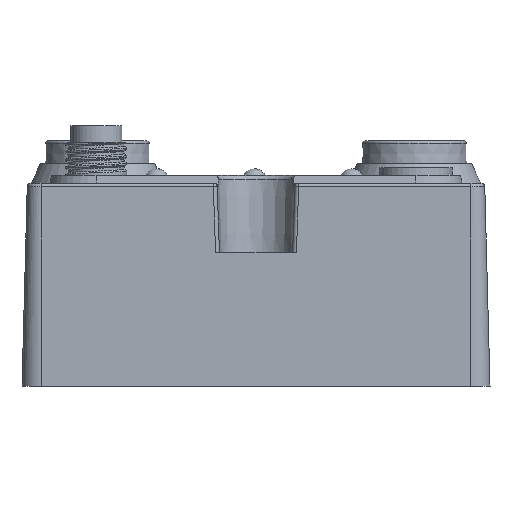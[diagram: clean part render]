
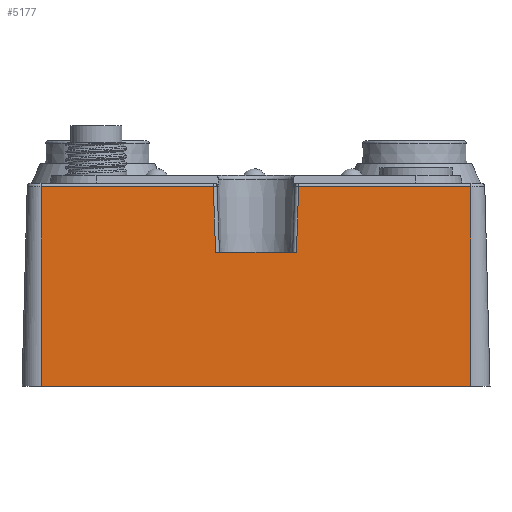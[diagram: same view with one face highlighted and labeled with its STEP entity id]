
A CAD part, front view. The second image highlights one B-rep face of the part: STEP entity #5177.
In plain terms, the highlighted planar face has unit normal (0, -1, 0.026).
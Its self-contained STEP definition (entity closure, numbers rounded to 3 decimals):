
#5177=ADVANCED_FACE('',(#7594),#6765,.T.);
#6765=PLANE('',#27487);
#7594=FACE_OUTER_BOUND('',#8677,.T.);
#8677=EDGE_LOOP('',(#11447,#11448,#11449,#11450,#11451,#11452,#11453,#11454));
#11447=ORIENTED_EDGE('',*,*,#20971,.T.);
#11448=ORIENTED_EDGE('',*,*,#20972,.F.);
#11449=ORIENTED_EDGE('',*,*,#20973,.T.);
#11450=ORIENTED_EDGE('',*,*,#20940,.T.);
#11451=ORIENTED_EDGE('',*,*,#20939,.T.);
#11452=ORIENTED_EDGE('',*,*,#20936,.T.);
#11453=ORIENTED_EDGE('',*,*,#20934,.T.);
#11454=ORIENTED_EDGE('',*,*,#20933,.T.);
#18271=VERTEX_POINT('',#40285);
#18276=VERTEX_POINT('',#40301);
#18299=VERTEX_POINT('',#40410);
#18301=VERTEX_POINT('',#40433);
#18302=VERTEX_POINT('',#40437);
#18304=VERTEX_POINT('',#40445);
#18321=VERTEX_POINT('',#40582);
#18322=VERTEX_POINT('',#40621);
#20933=EDGE_CURVE('',#18271,#18299,#24406,.T.);
#20934=EDGE_CURVE('',#18301,#18271,#24407,.T.);
#20936=EDGE_CURVE('',#18302,#18301,#24408,.T.);
#20939=EDGE_CURVE('',#18276,#18302,#24409,.T.);
#20940=EDGE_CURVE('',#18304,#18276,#24410,.T.);
#20971=EDGE_CURVE('',#18299,#18321,#24423,.T.);
#20972=EDGE_CURVE('',#18322,#18321,#24424,.T.);
#20973=EDGE_CURVE('',#18322,#18304,#24425,.T.);
#24406=LINE('',#40430,#25945);
#24407=LINE('',#40432,#25946);
#24408=LINE('',#40436,#25947);
#24409=LINE('',#40442,#25948);
#24410=LINE('',#40444,#25949);
#24423=LINE('',#40583,#25962);
#24424=LINE('',#40620,#25963);
#24425=LINE('',#40622,#25964);
#25945=VECTOR('',#31184,1.);
#25946=VECTOR('',#31187,1.);
#25947=VECTOR('',#31192,1.);
#25948=VECTOR('',#31199,1.);
#25949=VECTOR('',#31202,1.);
#25962=VECTOR('',#31249,1.);
#25963=VECTOR('',#31250,1.);
#25964=VECTOR('',#31251,1.);
#27487=AXIS2_PLACEMENT_3D('',#40623,#31252,#31253);
#31184=DIRECTION('',(-1.,0.,0.));
#31187=DIRECTION('',(-0.035,0.026,0.999));
#31192=DIRECTION('',(-1.,0.,0.));
#31199=DIRECTION('',(-0.035,-0.026,-0.999));
#31202=DIRECTION('',(-1.,0.,0.));
#31249=DIRECTION('',(0.,-0.026,-1.));
#31250=DIRECTION('',(-1.,0.,0.));
#31251=DIRECTION('',(0.,0.026,1.));
#31252=DIRECTION('',(0.,-1.,0.026));
#31253=DIRECTION('',(0.,-0.026,-1.));
#40285=CARTESIAN_POINT('',(-260.442,-201.582,-0.487));
#40301=CARTESIAN_POINT('',(-249.312,-201.582,-0.487));
#40410=CARTESIAN_POINT('',(-282.877,-201.582,-0.487));
#40430=CARTESIAN_POINT('',(-282.877,-201.582,-0.487));
#40432=CARTESIAN_POINT('',(-260.441,-201.582,-0.5));
#40433=CARTESIAN_POINT('',(-260.144,-201.805,-9.));
#40436=CARTESIAN_POINT('',(-254.877,-201.805,-9.));
#40437=CARTESIAN_POINT('',(-249.609,-201.805,-9.));
#40442=CARTESIAN_POINT('',(-250.226,-202.267,-26.662));
#40444=CARTESIAN_POINT('',(-249.295,-201.582,-0.487));
#40445=CARTESIAN_POINT('',(-226.877,-201.582,-0.487));
#40582=CARTESIAN_POINT('',(-282.877,-202.263,-26.5));
#40583=CARTESIAN_POINT('',(-282.877,-202.263,-26.5));
#40620=CARTESIAN_POINT('',(-254.877,-202.263,-26.5));
#40621=CARTESIAN_POINT('',(-226.877,-202.263,-26.5));
#40622=CARTESIAN_POINT('',(-226.877,-202.263,-26.5));
#40623=CARTESIAN_POINT('',(-254.877,-202.263,-26.5));
